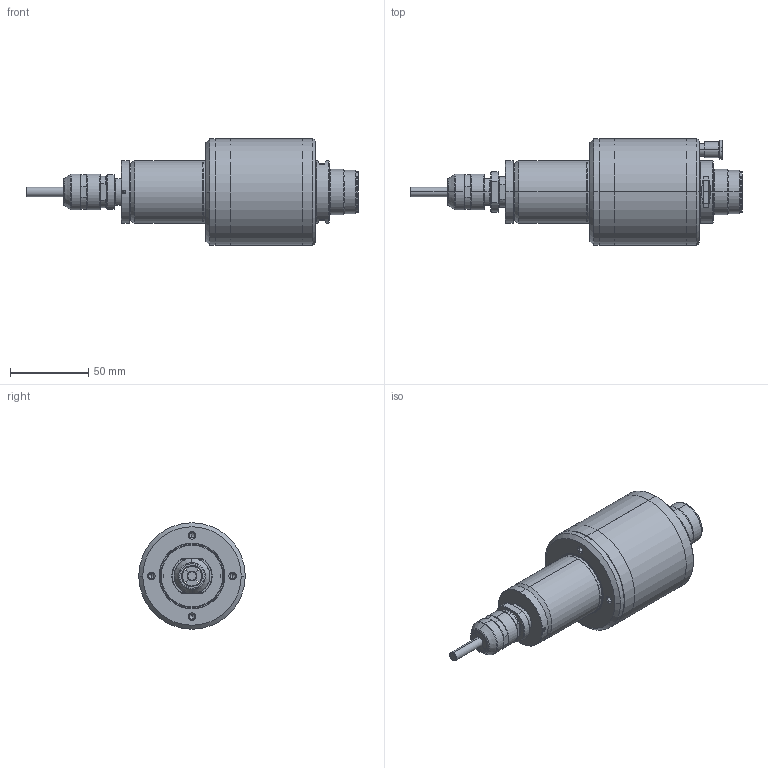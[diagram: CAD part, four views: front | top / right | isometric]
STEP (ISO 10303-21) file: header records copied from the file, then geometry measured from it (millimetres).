
FILE_DESCRIPTION (( 'STEP AP214' ), '1' );
FILE_NAME ('NR4040-AQC (QC5-16‘•’…)_color.STEP', '2023-03-09T10:09:11', ( '' ), ( '' ), 'SwSTEP 2.0', 'SolidWorks 2021', '' );
FILE_SCHEMA (( 'AUTOMOTIVE_DESIGN' ));
Length unit declared in the file: millimetre
Products named in the file (1): NR4040-AQC (QC5-16装着)_color
Bounding box: 212.22 x 68 x 68 mm (x, y, z)
Volume: 90727 mm3; surface area: 75616.7 mm2
Topology: 13 solids, 13 shells, 446 faces, 998 edges, 599 vertices
Faces by surface type: cylinder 151, cone 146, plane 123, bspline 26
Entity records: 13847 total; most frequent: CARTESIAN_POINT 3718, DIRECTION 2221, ORIENTED_EDGE 1964, EDGE_CURVE 982, AXIS2_PLACEMENT_3D 912, VERTEX_POINT 599, EDGE_LOOP 507, CIRCLE 491
